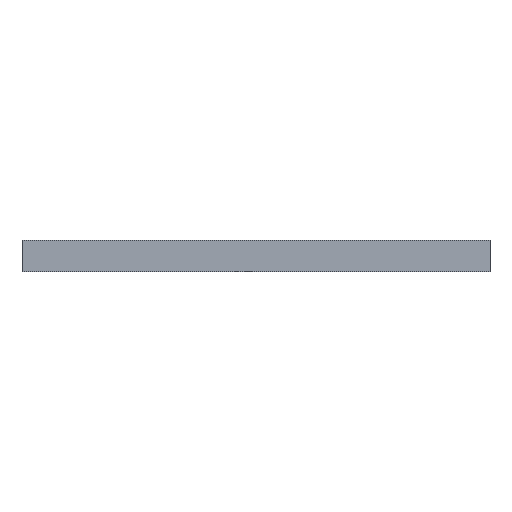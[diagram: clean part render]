
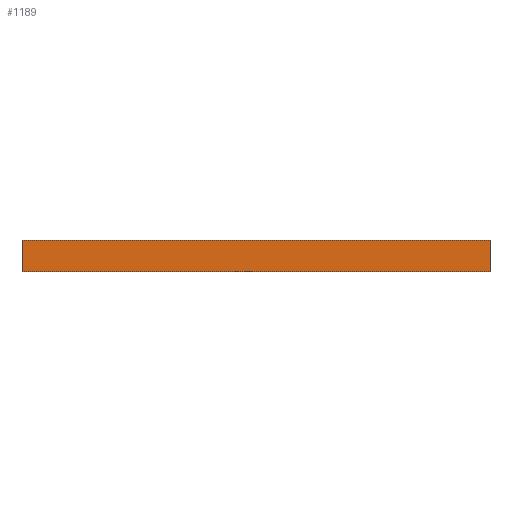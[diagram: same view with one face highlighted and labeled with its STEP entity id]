
A CAD part, left-side view. The second image highlights one B-rep face of the part: STEP entity #1189.
In plain terms, the highlighted planar face has unit normal (-1, 0, 0).
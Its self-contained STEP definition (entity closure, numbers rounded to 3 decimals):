
#96 = DIRECTION ( 'NONE',  ( 0., -1., 0. ) ) ;
#156 = VECTOR ( 'NONE', #2554, 1000. ) ;
#474 = DIRECTION ( 'NONE',  ( 0., -1., 0. ) ) ;
#527 = ORIENTED_EDGE ( 'NONE', *, *, #1761, .F. ) ;
#534 = CARTESIAN_POINT ( 'NONE',  ( -250., 1220., -135. ) ) ;
#535 = LINE ( 'NONE', #1685, #2472 ) ;
#753 = CARTESIAN_POINT ( 'NONE',  ( -250., 1820., -135. ) ) ;
#794 = PLANE ( 'NONE',  #1037 ) ;
#1037 = AXIS2_PLACEMENT_3D ( 'NONE', #2674, #3219, #1978 ) ;
#1063 = ORIENTED_EDGE ( 'NONE', *, *, #1471, .F. ) ;
#1114 = DIRECTION ( 'NONE',  ( 0., 0., -1. ) ) ;
#1189 = ADVANCED_FACE ( 'NONE', ( #2886 ), #794, .F. ) ;
#1192 = CARTESIAN_POINT ( 'NONE',  ( -250., 1820., -135. ) ) ;
#1197 = VERTEX_POINT ( 'NONE', #534 ) ;
#1289 = CARTESIAN_POINT ( 'NONE',  ( -250., 1220., -175. ) ) ;
#1391 = EDGE_CURVE ( 'NONE', #3104, #1559, #1929, .T. ) ;
#1409 = ORIENTED_EDGE ( 'NONE', *, *, #1391, .T. ) ;
#1471 = EDGE_CURVE ( 'NONE', #1197, #1559, #535, .T. ) ;
#1559 = VERTEX_POINT ( 'NONE', #1289 ) ;
#1587 = ORIENTED_EDGE ( 'NONE', *, *, #1755, .T. ) ;
#1685 = CARTESIAN_POINT ( 'NONE',  ( -250., 1220., -135. ) ) ;
#1755 = EDGE_CURVE ( 'NONE', #2842, #3104, #1881, .T. ) ;
#1761 = EDGE_CURVE ( 'NONE', #2842, #1197, #3083, .T. ) ;
#1785 = VECTOR ( 'NONE', #96, 1000. ) ;
#1881 = LINE ( 'NONE', #753, #156 ) ;
#1929 = LINE ( 'NONE', #2934, #3167 ) ;
#1978 = DIRECTION ( 'NONE',  ( 0., 1., 0. ) ) ;
#2472 = VECTOR ( 'NONE', #1114, 1000. ) ;
#2554 = DIRECTION ( 'NONE',  ( 0., 0., -1. ) ) ;
#2674 = CARTESIAN_POINT ( 'NONE',  ( -250., 1820., -135. ) ) ;
#2745 = CARTESIAN_POINT ( 'NONE',  ( -250., 1820., -175. ) ) ;
#2842 = VERTEX_POINT ( 'NONE', #1192 ) ;
#2886 = FACE_OUTER_BOUND ( 'NONE', #3071, .T. ) ;
#2934 = CARTESIAN_POINT ( 'NONE',  ( -250., 1820., -175. ) ) ;
#3071 = EDGE_LOOP ( 'NONE', ( #1409, #1063, #527, #1587 ) ) ;
#3083 = LINE ( 'NONE', #3762, #1785 ) ;
#3104 = VERTEX_POINT ( 'NONE', #2745 ) ;
#3167 = VECTOR ( 'NONE', #474, 1000. ) ;
#3219 = DIRECTION ( 'NONE',  ( 1., 0., 0. ) ) ;
#3762 = CARTESIAN_POINT ( 'NONE',  ( -250., 1820., -135. ) ) ;
